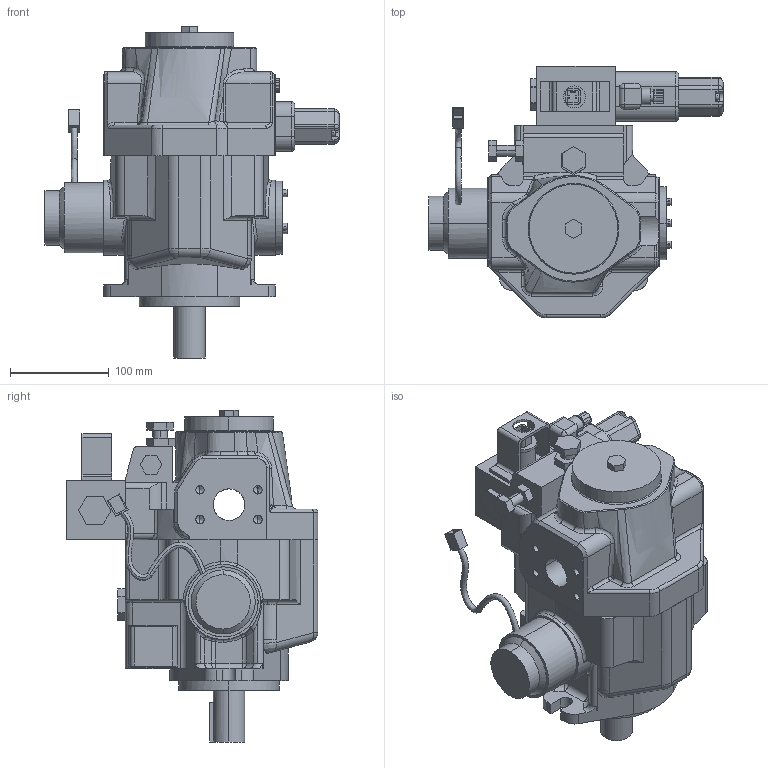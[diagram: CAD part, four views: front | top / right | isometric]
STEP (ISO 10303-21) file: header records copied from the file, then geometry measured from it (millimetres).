
FILE_DESCRIPTION (( 'STEP AP203' ), '1' );
FILE_NAME ('A37_FR04E_42_ASSY.STEP', '2022-02-22T09:20:48', ( '' ), ( '' ), 'SwSTEP 2.0', 'SolidWorks 2019', '' );
FILE_SCHEMA (( 'CONFIG_CONTROL_DESIGN' ));
Length unit declared in the file: millimetre
Products named in the file (4): 37CC; Sensor conneecter; Prop_Valve_A16A22A32A56_rev1; A37_FR04E_42_ASSY
Assembly tree (3 placements, depth 2):
  A37_FR04E_42_ASSY
    37CC
    Prop_Valve_A16A22A32A56_rev1
    Sensor conneecter
Bounding box: 298 x 255 x 336.5 mm (x, y, z)
Volume: 534772.4 mm3; surface area: 449610.4 mm2
Topology: 2 solids, 17 shells, 921 faces, 2316 edges, 1458 vertices
Faces by surface type: plane 408, cylinder 327, bspline 89, cone 48, torus 35, sphere 14
Entity records: 59840 total; most frequent: CARTESIAN_POINT 39984, ORIENTED_EDGE 4549, DIRECTION 3104, EDGE_CURVE 2277, VERTEX_POINT 1457, B_SPLINE_CURVE_WITH_KNOTS 1206, AXIS2_PLACEMENT_3D 1199, EDGE_LOOP 1017
